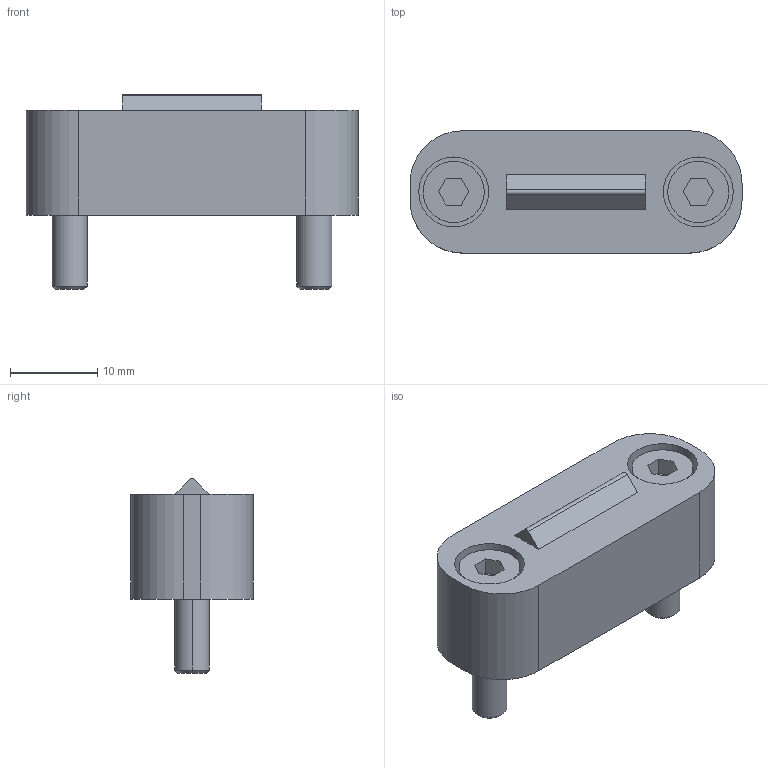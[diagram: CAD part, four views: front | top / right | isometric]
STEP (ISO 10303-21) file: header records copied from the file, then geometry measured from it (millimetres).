
FILE_DESCRIPTION (( 'STEP AP214' ), '1' );
FILE_NAME ('BruyRubio_BR5140_-_0.STEP', '2020-01-03T08:14:57', ( '' ), ( '' ), 'SwSTEP 2.0', 'SolidWorks 2017', '' );
FILE_SCHEMA (( 'AUTOMOTIVE_DESIGN' ));
Length unit declared in the file: millimetre
Products named in the file (4): Ta 12,9 -4x16_4cfa1f; BR5140 - 0_3c98d7; Ta 12,9 -4x16_0ec175; BruyRubio_BR5140_-_0
Assembly tree (3 placements, depth 2):
  BruyRubio_BR5140_-_0
    BR5140 - 0_3c98d7
    Ta 12,9 -4x16_0ec175
    Ta 12,9 -4x16_4cfa1f
Bounding box: 38 x 14 x 22.3 mm (x, y, z)
Volume: 6097.5 mm3; surface area: 4053.8 mm2
Topology: 8 solids, 8 shells, 78 faces, 166 edges, 108 vertices
Faces by surface type: plane 41, cylinder 33, cone 4
Entity records: 3185 total; most frequent: DIRECTION 400, CARTESIAN_POINT 358, ORIENTED_EDGE 332, EDGE_CURVE 166, AXIS2_PLACEMENT_3D 150, VERTEX_POINT 108, LINE 100, VECTOR 100
